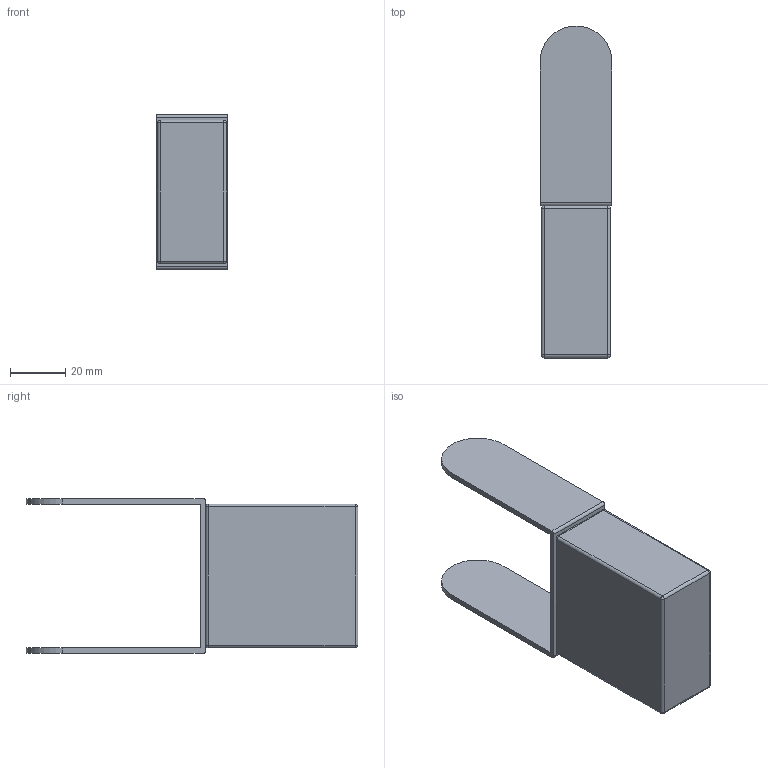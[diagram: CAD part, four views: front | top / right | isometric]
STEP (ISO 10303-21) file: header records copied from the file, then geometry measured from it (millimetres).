
FILE_DESCRIPTION(/* description */ (''),/* implementation_level */ '2;1');
FILE_NAME(/* name */ 'ME567.ProjectModeling.BasicModel2_link3.step',/* time_stamp */ '2017-04-10T22:10:31-04:00',/* author */ (''),/* organization */ (''),/* preprocessor_version */ 'ST-DEVELOPER v16.5',/* originating_system */ 'Autodesk Translation Framework v5.2.0.2920',/* authorisation */ '');
FILE_SCHEMA (('AUTOMOTIVE_DESIGN { 1 0 10303 214 3 1 1 }'));
Length unit declared in the file: millimetre
Products named in the file (1): ME567.ProjectModeling.BasicModel2_link3 v3
Bounding box: 26 x 120 x 56 mm (x, y, z)
Volume: 80550.7 mm3; surface area: 18480.3 mm2
Topology: 1 solids, 1 shells, 37 faces, 78 edges, 44 vertices
Faces by surface type: cylinder 16, plane 13, sphere 8
Entity records: 994 total; most frequent: DIRECTION 186, CARTESIAN_POINT 160, ORIENTED_EDGE 156, EDGE_CURVE 78, AXIS2_PLACEMENT_3D 70, LINE 46, VECTOR 46, VERTEX_POINT 44
